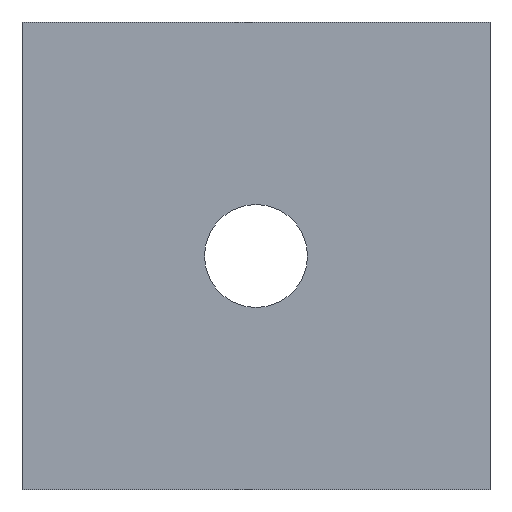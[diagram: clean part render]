
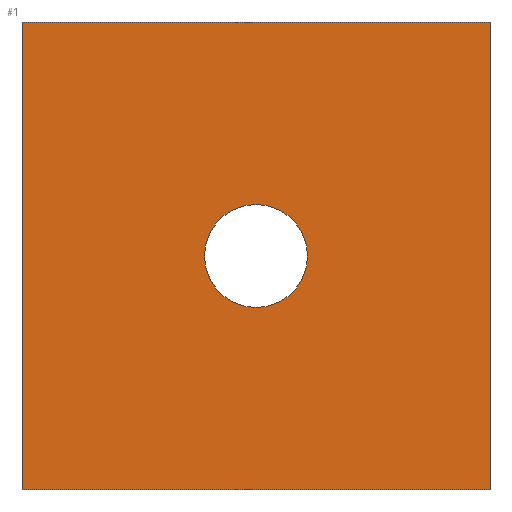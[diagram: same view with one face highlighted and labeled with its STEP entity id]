
A CAD part, front view. The second image highlights one B-rep face of the part: STEP entity #1.
In plain terms, the highlighted planar face has unit normal (0, -1, 0).
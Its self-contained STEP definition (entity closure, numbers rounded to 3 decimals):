
#1 = ADVANCED_FACE ( 'NONE', ( #193, #251 ), #60, .F. ) ;
#24 = AXIS2_PLACEMENT_3D ( 'NONE', #282, #281, #266 ) ;
#25 = AXIS2_PLACEMENT_3D ( 'NONE', #70, #69, #68 ) ;
#36 = AXIS2_PLACEMENT_3D ( 'NONE', #63, #77, #67 ) ;
#37 = EDGE_CURVE ( 'NONE', #182, #175, #180, .T. ) ;
#38 = EDGE_CURVE ( 'NONE', #173, #183, #196, .T. ) ;
#42 = EDGE_CURVE ( 'NONE', #183, #175, #168, .T. ) ;
#47 = EDGE_CURVE ( 'NONE', #176, #172, #211, .T. ) ;
#49 = EDGE_CURVE ( 'NONE', #173, #182, #212, .T. ) ;
#52 = EDGE_CURVE ( 'NONE', #172, #176, #206, .T. ) ;
#60 = PLANE ( 'NONE',  #36 ) ;
#62 = DIRECTION ( 'NONE',  ( 1., 0., 0. ) ) ;
#63 = CARTESIAN_POINT ( 'NONE',  ( -15., -788.115, -2165.805 ) ) ;
#66 = CARTESIAN_POINT ( 'NONE',  ( -15., -788.115, -2180.805 ) ) ;
#67 = DIRECTION ( 'NONE',  ( 0., 0., 1. ) ) ;
#68 = DIRECTION ( 'NONE',  ( 0., 0., 1. ) ) ;
#69 = DIRECTION ( 'NONE',  ( 0., 1., 0. ) ) ;
#70 = CARTESIAN_POINT ( 'NONE',  ( -7.5, -788.115, -2173.305 ) ) ;
#77 = DIRECTION ( 'NONE',  ( 0., 1., 0. ) ) ;
#86 = CARTESIAN_POINT ( 'NONE',  ( -15., -788.115, -2165.805 ) ) ;
#89 = DIRECTION ( 'NONE',  ( 1., 0., 0. ) ) ;
#95 = DIRECTION ( 'NONE',  ( 0., 0., 1. ) ) ;
#96 = CARTESIAN_POINT ( 'NONE',  ( 0., -788.115, -2165.805 ) ) ;
#97 = CARTESIAN_POINT ( 'NONE',  ( -15., -788.115, -2165.805 ) ) ;
#100 = DIRECTION ( 'NONE',  ( 0., 0., 1. ) ) ;
#125 = ORIENTED_EDGE ( 'NONE', *, *, #42, .F. ) ;
#128 = ORIENTED_EDGE ( 'NONE', *, *, #52, .T. ) ;
#150 = VECTOR ( 'NONE', #89, 1000. ) ;
#168 = LINE ( 'NONE', #86, #150 ) ;
#172 = VERTEX_POINT ( 'NONE', #271 ) ;
#173 = VERTEX_POINT ( 'NONE', #270 ) ;
#175 = VERTEX_POINT ( 'NONE', #288 ) ;
#176 = VERTEX_POINT ( 'NONE', #273 ) ;
#180 = LINE ( 'NONE', #96, #192 ) ;
#182 = VERTEX_POINT ( 'NONE', #275 ) ;
#183 = VERTEX_POINT ( 'NONE', #276 ) ;
#192 = VECTOR ( 'NONE', #95, 1000. ) ;
#193 = FACE_BOUND ( 'NONE', #257, .T. ) ;
#196 = LINE ( 'NONE', #97, #227 ) ;
#206 = CIRCLE ( 'NONE', #24, 1.65 ) ;
#211 = CIRCLE ( 'NONE', #25, 1.65 ) ;
#212 = LINE ( 'NONE', #66, #214 ) ;
#214 = VECTOR ( 'NONE', #62, 1000. ) ;
#227 = VECTOR ( 'NONE', #100, 1000. ) ;
#235 = ORIENTED_EDGE ( 'NONE', *, *, #49, .T. ) ;
#243 = EDGE_LOOP ( 'NONE', ( #250, #125, #249, #235 ) ) ;
#245 = ORIENTED_EDGE ( 'NONE', *, *, #47, .T. ) ;
#249 = ORIENTED_EDGE ( 'NONE', *, *, #38, .F. ) ;
#250 = ORIENTED_EDGE ( 'NONE', *, *, #37, .T. ) ;
#251 = FACE_OUTER_BOUND ( 'NONE', #243, .T. ) ;
#257 = EDGE_LOOP ( 'NONE', ( #128, #245 ) ) ;
#266 = DIRECTION ( 'NONE',  ( 0., 0., 1. ) ) ;
#270 = CARTESIAN_POINT ( 'NONE',  ( -15., -788.115, -2180.805 ) ) ;
#271 = CARTESIAN_POINT ( 'NONE',  ( -7.5, -788.115, -2171.655 ) ) ;
#273 = CARTESIAN_POINT ( 'NONE',  ( -7.5, -788.115, -2174.955 ) ) ;
#275 = CARTESIAN_POINT ( 'NONE',  ( 0., -788.115, -2180.805 ) ) ;
#276 = CARTESIAN_POINT ( 'NONE',  ( -15., -788.115, -2165.805 ) ) ;
#281 = DIRECTION ( 'NONE',  ( 0., 1., 0. ) ) ;
#282 = CARTESIAN_POINT ( 'NONE',  ( -7.5, -788.115, -2173.305 ) ) ;
#288 = CARTESIAN_POINT ( 'NONE',  ( 0., -788.115, -2165.805 ) ) ;
